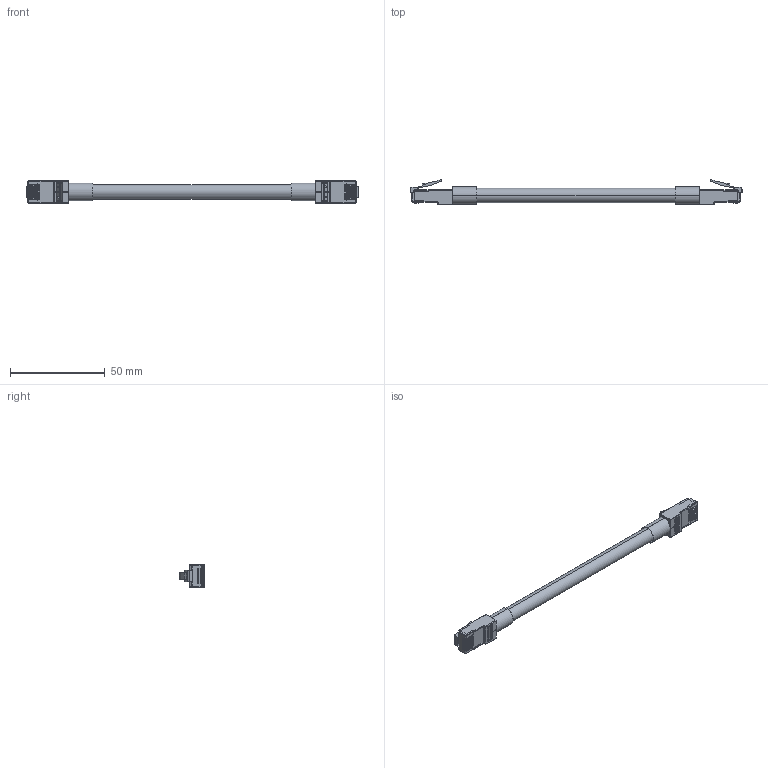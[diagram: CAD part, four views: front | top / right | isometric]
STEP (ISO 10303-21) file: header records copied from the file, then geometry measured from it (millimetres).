
FILE_DESCRIPTION (( 'STEP AP214' ), '1' );
FILE_NAME ('TRD695OS-BLK_3D.STEP', '2021-06-09T21:13:45', ( '' ), ( '' ), 'SwSTEP 2.0', 'SolidWorks 2020', '' );
FILE_SCHEMA (( 'AUTOMOTIVE_DESIGN' ));
Length unit declared in the file: inch
Products named in the file (8): TRD695OS-BLK_3D; TSP8048C5S-MA3; 1AW01-002_.355" ID; 1AD03-066-MA1; 1AD01-032-MA1; 1AL03-103_LENGTH=130MM; 1AD03-066; 1AD03-059-MA2_crimped strain relief
Assembly tree (16 placements, depth 3):
  TRD695OS-BLK_3D
    1AL03-103_LENGTH=130MM
    1AD03-066  x2
      1AD03-059-MA2_crimped strain relief
      1AD03-066-MA1
      TSP8048C5S-MA3
      1AD01-032-MA1
    1AW01-002_.355" ID  x2
Bounding box: 175.21 x 13.32 x 11.68 mm (x, y, z)
Volume: 8511.9 mm3; surface area: 11629.8 mm2
Topology: 27 solids, 27 shells, 1044 faces, 2840 edges, 1852 vertices
Faces by surface type: plane 726, cylinder 282, torus 24, bspline 8, sphere 4
Entity records: 11265 total; most frequent: CARTESIAN_POINT 1993, ORIENTED_EDGE 1830, DIRECTION 1829, EDGE_CURVE 915, VECTOR 685, LINE 685, VERTEX_POINT 592, AXIS2_PLACEMENT_3D 572
